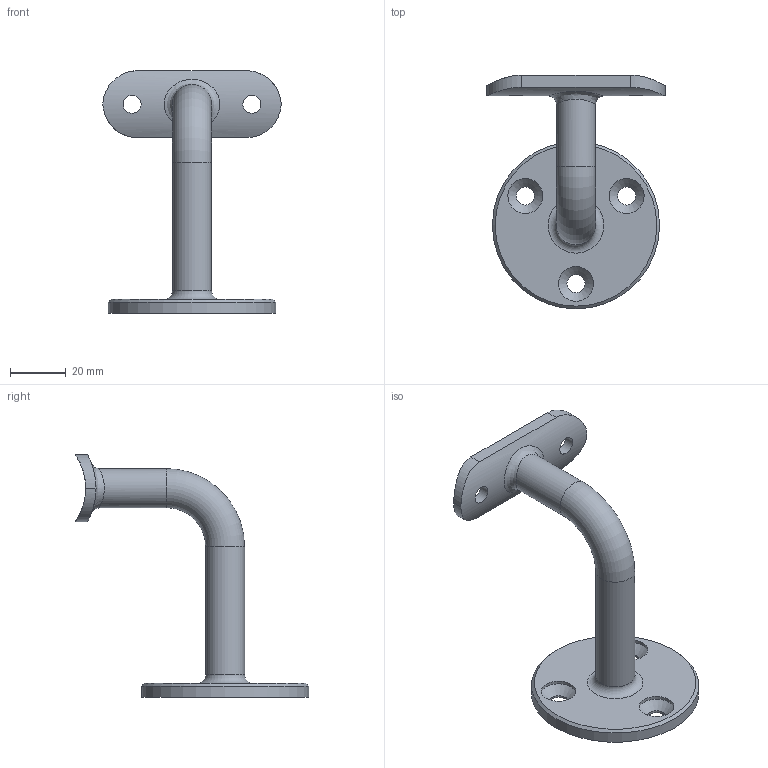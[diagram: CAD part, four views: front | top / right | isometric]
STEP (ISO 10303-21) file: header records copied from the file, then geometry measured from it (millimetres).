
FILE_DESCRIPTION (( 'STEP AP203' ), '1' );
FILE_NAME ('50218-240-42.step', '2021-12-07T09:20:43', ( '' ), ( '' ), 'SwSTEP 2.0', 'SolidWorks 2018', '' );
FILE_SCHEMA (( 'CONFIG_CONTROL_DESIGN' ));
Length unit declared in the file: millimetre
Products named in the file (2): 50218-240-42
Bounding box: 63.98 x 83.72 x 87 mm (x, y, z)
Volume: 25486 mm3; surface area: 17802.5 mm2
Topology: 1 solids, 1 shells, 302 faces, 792 edges, 525 vertices
Faces by surface type: plane 159, bspline 110, cylinder 20, cone 10, torus 3
Full cylindrical faces by diameter (mm): 6.5 x5, 9 x2, 12.5 x3, 14 x2, 14.5 x1, 60 x1
Entity records: 16406 total; most frequent: CARTESIAN_POINT 9653, ORIENTED_EDGE 1532, DIRECTION 951, EDGE_CURVE 766, VERTEX_POINT 521, LINE 491, VECTOR 491, EDGE_LOOP 369
